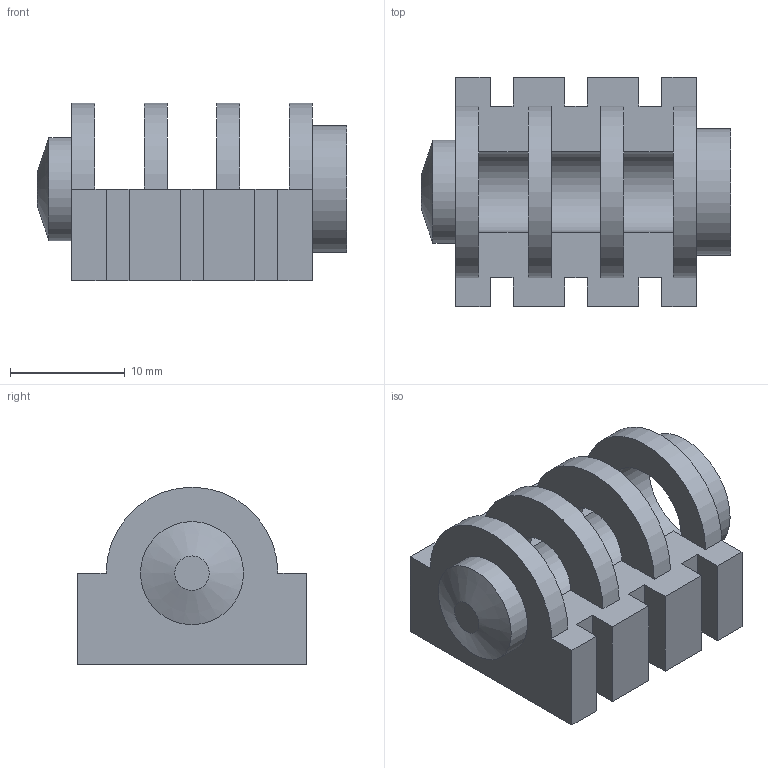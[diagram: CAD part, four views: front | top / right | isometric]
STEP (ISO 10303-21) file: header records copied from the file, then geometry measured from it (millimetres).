
FILE_DESCRIPTION(('FreeCAD Model'),'2;1');
FILE_NAME('Open CASCADE Shape Model','2021-12-02T16:39:00',('Author'),( ''),'Open CASCADE STEP processor 7.4','FreeCAD','Unknown');
FILE_SCHEMA(('AUTOMOTIVE_DESIGN { 1 0 10303 214 1 1 1 1 }'));
Length unit declared in the file: millimetre
Products named in the file (1): Body
Bounding box: 27 x 20 x 15.5 mm (x, y, z)
Volume: 3550.8 mm3; surface area: 2755.9 mm2
Topology: 1 solids, 1 shells, 51 faces, 145 edges, 93 vertices
Faces by surface type: plane 42, cylinder 8, cone 1
Full cylindrical faces by diameter (mm): 7 x1, 9 x2, 11.06 x1
Entity records: 3563 total; most frequent: CARTESIAN_POINT 598, DIRECTION 560, LINE 387, VECTOR 387, ORIENTED_EDGE 290, PCURVE 290, DEFINITIONAL_REPRESENTATION 290, EDGE_CURVE 145
